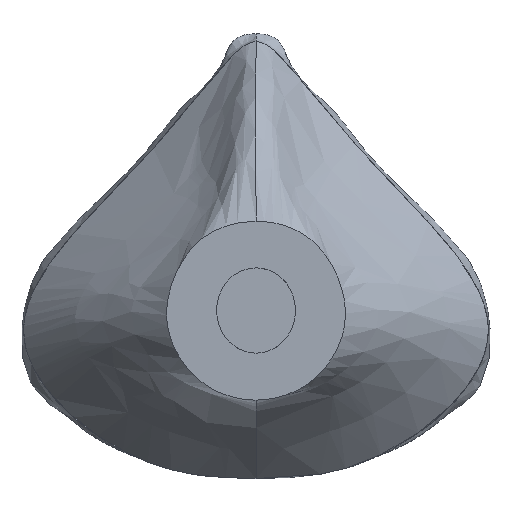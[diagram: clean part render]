
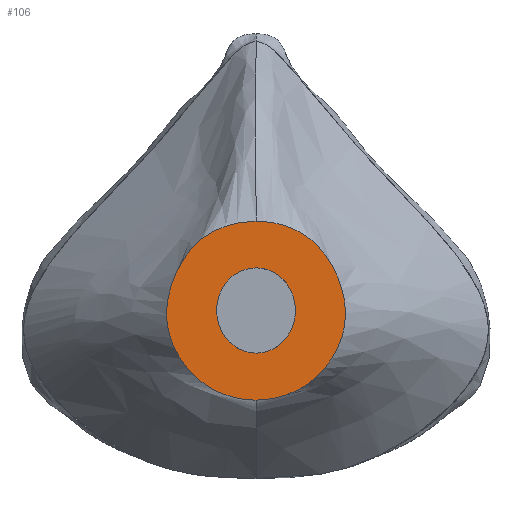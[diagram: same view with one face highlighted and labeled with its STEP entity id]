
A CAD part, top view. The second image highlights one B-rep face of the part: STEP entity #106.
In plain terms, the highlighted planar face has unit normal (0, 0, 1).
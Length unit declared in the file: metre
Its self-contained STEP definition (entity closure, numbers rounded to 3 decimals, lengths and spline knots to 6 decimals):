
#106 = ADVANCED_FACE( '', ( #223, #224 ), #225, .T. );
#223 = FACE_BOUND( '', #3016, .T. );
#224 = FACE_OUTER_BOUND( '', #3017, .T. );
#225 = PLANE( '', #3018 );
#3016 = EDGE_LOOP( '', ( #5592 ) );
#3017 = EDGE_LOOP( '', ( #5593, #5594 ) );
#3018 = AXIS2_PLACEMENT_3D( '', #5595, #5596, #5597 );
#5592 = ORIENTED_EDGE( '', *, *, #6051, .F. );
#5593 = ORIENTED_EDGE( '', *, *, #6070, .T. );
#5594 = ORIENTED_EDGE( '', *, *, #6062, .T. );
#5595 = CARTESIAN_POINT( '', ( 0., -0.006983, 0.037 ) );
#5596 = DIRECTION( '', ( 0., 0., 1. ) );
#5597 = DIRECTION( '', ( 1., 0., 0. ) );
#6051 = EDGE_CURVE( '', #6205, #6205, #6206, .T. );
#6062 = EDGE_CURVE( '', #6221, #6219, #6222, .T. );
#6070 = EDGE_CURVE( '', #6219, #6221, #6232, .T. );
#6205 = VERTEX_POINT( '', #7063 );
#6206 = CIRCLE( '', #7064, 0.009 );
#6219 = VERTEX_POINT( '', #7156 );
#6221 = VERTEX_POINT( '', #7162 );
#6222 = B_SPLINE_CURVE_WITH_KNOTS( '', 2, ( #7163, #7164, #7165, #7166, #7167, #7168, #7169, #7170, #7171, #7172, #7173, #7174, #7175, #7176, #7177, #7178, #7179, #7180, #7181, #7182, #7183, #7184, #7185, #7186, #7187, #7188, #7189, #7190, #7191, #7192, #7193, #7194, #7195, #7196, #7197, #7198, #7199, #7200, #7201, #7202, #7203, #7204, #7205, #7206, #7207 ), .UNSPECIFIED., .F., .F., ( 3, 2, 2, 2, 2, 2, 2, 2, 2, 2, 2, 2, 2, 2, 2, 2, 2, 2, 2, 2, 2, 2, 3 ), ( 0., 0.03125, 0.0625, 0.09375, 0.125, 0.1875, 0.25, 0.3125, 0.34375, 0.375, 0.40625, 0.4375, 0.46875, 0.5, 0.5625, 0.625, 0.6875, 0.75, 0.78125, 0.8125, 0.875, 0.9375, 1. ), .UNSPECIFIED. );
#6232 = B_SPLINE_CURVE_WITH_KNOTS( '', 2, ( #7241, #7242, #7243, #7244, #7245, #7246, #7247, #7248, #7249, #7250, #7251, #7252, #7253, #7254, #7255, #7256, #7257, #7258, #7259, #7260, #7261, #7262, #7263, #7264, #7265, #7266, #7267, #7268, #7269, #7270, #7271, #7272, #7273, #7274, #7275, #7276, #7277, #7278, #7279, #7280, #7281, #7282, #7283 ), .UNSPECIFIED., .F., .F., ( 3, 2, 2, 2, 2, 2, 2, 2, 2, 2, 2, 2, 2, 2, 2, 2, 2, 2, 2, 2, 2, 3 ), ( 0., 0.125, 0.1875, 0.21875, 0.25, 0.3125, 0.375, 0.4375, 0.5, 0.53125, 0.5625, 0.59375, 0.625, 0.65625, 0.6875, 0.75, 0.8125, 0.875, 0.90625, 0.9375, 0.96875, 1. ), .UNSPECIFIED. );
#7063 = CARTESIAN_POINT( '', ( 0.009, -0.006983, 0.037 ) );
#7064 = AXIS2_PLACEMENT_3D( '', #7701, #7702, #7703 );
#7156 = CARTESIAN_POINT( '', ( 0., -0.029483, 0.037 ) );
#7162 = CARTESIAN_POINT( '', ( 0., 0.015517, 0.037 ) );
#7163 = CARTESIAN_POINT( '', ( 0., 0.015517, 0.037 ) );
#7164 = CARTESIAN_POINT( '', ( -0.000845, 0.015468, 0.037 ) );
#7165 = CARTESIAN_POINT( '', ( -0.001262, 0.015439, 0.037 ) );
#7166 = CARTESIAN_POINT( '', ( -0.00197, 0.015389, 0.037 ) );
#7167 = CARTESIAN_POINT( '', ( -0.002556, 0.015326, 0.037 ) );
#7168 = CARTESIAN_POINT( '', ( -0.00326, 0.015252, 0.037 ) );
#7169 = CARTESIAN_POINT( '', ( -0.003911, 0.015147, 0.037 ) );
#7170 = CARTESIAN_POINT( '', ( -0.004642, 0.015029, 0.037 ) );
#7171 = CARTESIAN_POINT( '', ( -0.005358, 0.014865, 0.037 ) );
#7172 = CARTESIAN_POINT( '', ( -0.007021, 0.014486, 0.037 ) );
#7173 = CARTESIAN_POINT( '', ( -0.008579, 0.013872, 0.037 ) );
#7174 = CARTESIAN_POINT( '', ( -0.01041, 0.013151, 0.037 ) );
#7175 = CARTESIAN_POINT( '', ( -0.012022, 0.012134, 0.037 ) );
#7176 = CARTESIAN_POINT( '', ( -0.01386, 0.010974, 0.037 ) );
#7177 = CARTESIAN_POINT( '', ( -0.015371, 0.009455, 0.037 ) );
#7178 = CARTESIAN_POINT( '', ( -0.016167, 0.008654, 0.037 ) );
#7179 = CARTESIAN_POINT( '', ( -0.016913, 0.007711, 0.037 ) );
#7180 = CARTESIAN_POINT( '', ( -0.017653, 0.006776, 0.037 ) );
#7181 = CARTESIAN_POINT( '', ( -0.018324, 0.005725, 0.037 ) );
#7182 = CARTESIAN_POINT( '', ( -0.018994, 0.004677, 0.037 ) );
#7183 = CARTESIAN_POINT( '', ( -0.019576, 0.003544, 0.037 ) );
#7184 = CARTESIAN_POINT( '', ( -0.020161, 0.002405, 0.037 ) );
#7185 = CARTESIAN_POINT( '', ( -0.020641, 0.001212, 0.037 ) );
#7186 = CARTESIAN_POINT( '', ( -0.021126, 0.000006, 0.037 ) );
#7187 = CARTESIAN_POINT( '', ( -0.021491, -0.001223, 0.037 ) );
#7188 = CARTESIAN_POINT( '', ( -0.021861, -0.002473, 0.037 ) );
#7189 = CARTESIAN_POINT( '', ( -0.022097, -0.003716, 0.037 ) );
#7190 = CARTESIAN_POINT( '', ( -0.022584, -0.006289, 0.037 ) );
#7191 = CARTESIAN_POINT( '', ( -0.022467, -0.008691, 0.037 ) );
#7192 = CARTESIAN_POINT( '', ( -0.02235, -0.011078, 0.037 ) );
#7193 = CARTESIAN_POINT( '', ( -0.021648, -0.013417, 0.037 ) );
#7194 = CARTESIAN_POINT( '', ( -0.020978, -0.015652, 0.037 ) );
#7195 = CARTESIAN_POINT( '', ( -0.019799, -0.017756, 0.037 ) );
#7196 = CARTESIAN_POINT( '', ( -0.018664, -0.019783, 0.037 ) );
#7197 = CARTESIAN_POINT( '', ( -0.017113, -0.021591, 0.037 ) );
#7198 = CARTESIAN_POINT( '', ( -0.016353, -0.022475, 0.037 ) );
#7199 = CARTESIAN_POINT( '', ( -0.015515, -0.023282, 0.037 ) );
#7200 = CARTESIAN_POINT( '', ( -0.014671, -0.024095, 0.037 ) );
#7201 = CARTESIAN_POINT( '', ( -0.01377, -0.024803, 0.037 ) );
#7202 = CARTESIAN_POINT( '', ( -0.011913, -0.026263, 0.037 ) );
#7203 = CARTESIAN_POINT( '', ( -0.009825, -0.027272, 0.037 ) );
#7204 = CARTESIAN_POINT( '', ( -0.007654, -0.02832, 0.037 ) );
#7205 = CARTESIAN_POINT( '', ( -0.005246, -0.028873, 0.037 ) );
#7206 = CARTESIAN_POINT( '', ( -0.002745, -0.029447, 0.037 ) );
#7207 = CARTESIAN_POINT( '', ( 0., -0.029483, 0.037 ) );
#7241 = CARTESIAN_POINT( '', ( 0., -0.029483, 0.037 ) );
#7242 = CARTESIAN_POINT( '', ( 0.005393, -0.029412, 0.037 ) );
#7243 = CARTESIAN_POINT( '', ( 0.009825, -0.027272, 0.037 ) );
#7244 = CARTESIAN_POINT( '', ( 0.011912, -0.026264, 0.037 ) );
#7245 = CARTESIAN_POINT( '', ( 0.01377, -0.024803, 0.037 ) );
#7246 = CARTESIAN_POINT( '', ( 0.01467, -0.024095, 0.037 ) );
#7247 = CARTESIAN_POINT( '', ( 0.015515, -0.023282, 0.037 ) );
#7248 = CARTESIAN_POINT( '', ( 0.016353, -0.022476, 0.037 ) );
#7249 = CARTESIAN_POINT( '', ( 0.017113, -0.021591, 0.037 ) );
#7250 = CARTESIAN_POINT( '', ( 0.018663, -0.019784, 0.037 ) );
#7251 = CARTESIAN_POINT( '', ( 0.019799, -0.017756, 0.037 ) );
#7252 = CARTESIAN_POINT( '', ( 0.020977, -0.015653, 0.037 ) );
#7253 = CARTESIAN_POINT( '', ( 0.021648, -0.013417, 0.037 ) );
#7254 = CARTESIAN_POINT( '', ( 0.02235, -0.011079, 0.037 ) );
#7255 = CARTESIAN_POINT( '', ( 0.022467, -0.008691, 0.037 ) );
#7256 = CARTESIAN_POINT( '', ( 0.022584, -0.00629, 0.037 ) );
#7257 = CARTESIAN_POINT( '', ( 0.022097, -0.003716, 0.037 ) );
#7258 = CARTESIAN_POINT( '', ( 0.021861, -0.002474, 0.037 ) );
#7259 = CARTESIAN_POINT( '', ( 0.021491, -0.001223, 0.037 ) );
#7260 = CARTESIAN_POINT( '', ( 0.021127, 0.000005, 0.037 ) );
#7261 = CARTESIAN_POINT( '', ( 0.020641, 0.001212, 0.037 ) );
#7262 = CARTESIAN_POINT( '', ( 0.020162, 0.002404, 0.037 ) );
#7263 = CARTESIAN_POINT( '', ( 0.019576, 0.003544, 0.037 ) );
#7264 = CARTESIAN_POINT( '', ( 0.018995, 0.004676, 0.037 ) );
#7265 = CARTESIAN_POINT( '', ( 0.018324, 0.005725, 0.037 ) );
#7266 = CARTESIAN_POINT( '', ( 0.017654, 0.006775, 0.037 ) );
#7267 = CARTESIAN_POINT( '', ( 0.016913, 0.007711, 0.037 ) );
#7268 = CARTESIAN_POINT( '', ( 0.016167, 0.008654, 0.037 ) );
#7269 = CARTESIAN_POINT( '', ( 0.015371, 0.009455, 0.037 ) );
#7270 = CARTESIAN_POINT( '', ( 0.013861, 0.010973, 0.037 ) );
#7271 = CARTESIAN_POINT( '', ( 0.012022, 0.012134, 0.037 ) );
#7272 = CARTESIAN_POINT( '', ( 0.010411, 0.01315, 0.037 ) );
#7273 = CARTESIAN_POINT( '', ( 0.008579, 0.013872, 0.037 ) );
#7274 = CARTESIAN_POINT( '', ( 0.007022, 0.014486, 0.037 ) );
#7275 = CARTESIAN_POINT( '', ( 0.005358, 0.014865, 0.037 ) );
#7276 = CARTESIAN_POINT( '', ( 0.004643, 0.015029, 0.037 ) );
#7277 = CARTESIAN_POINT( '', ( 0.003911, 0.015147, 0.037 ) );
#7278 = CARTESIAN_POINT( '', ( 0.003261, 0.015251, 0.037 ) );
#7279 = CARTESIAN_POINT( '', ( 0.002556, 0.015326, 0.037 ) );
#7280 = CARTESIAN_POINT( '', ( 0.001971, 0.015389, 0.037 ) );
#7281 = CARTESIAN_POINT( '', ( 0.001262, 0.015439, 0.037 ) );
#7282 = CARTESIAN_POINT( '', ( 0.000846, 0.015468, 0.037 ) );
#7283 = CARTESIAN_POINT( '', ( 0., 0.015517, 0.037 ) );
#7701 = CARTESIAN_POINT( '', ( 0., -0.006983, 0.037 ) );
#7702 = DIRECTION( '', ( 0., 0., 1. ) );
#7703 = DIRECTION( '', ( 1., 0., 0. ) );
